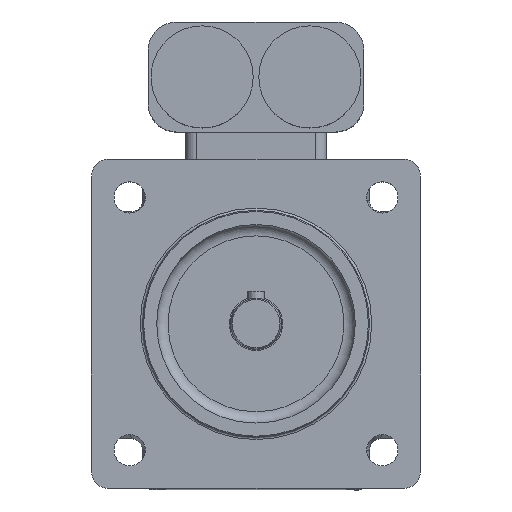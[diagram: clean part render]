
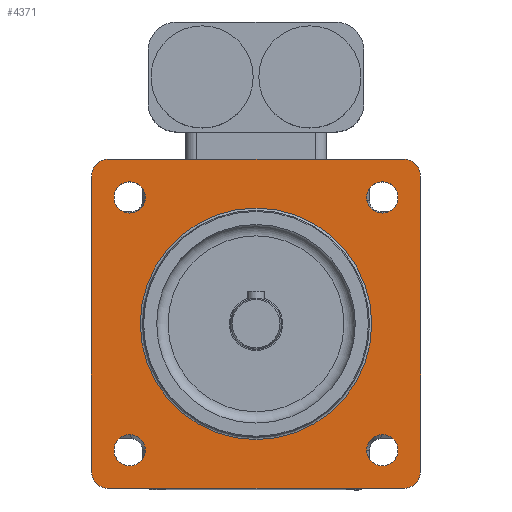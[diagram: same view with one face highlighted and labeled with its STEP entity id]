
A CAD part, top view. The second image highlights one B-rep face of the part: STEP entity #4371.
In plain terms, the highlighted planar face has unit normal (0, 0, 1).
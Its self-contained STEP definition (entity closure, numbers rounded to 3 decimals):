
#4217=CARTESIAN_POINT('',(20.4,0.,0.));
#4218=VERTEX_POINT('',#4217);
#4219=CARTESIAN_POINT('',(0.,0.,0.));
#4220=DIRECTION('',(0.0,0.0,1.0));
#4221=DIRECTION('',(-1.0,0.0,0.0));
#4222=AXIS2_PLACEMENT_3D('',#4219,#4220,#4221);
#4223=CIRCLE('',#4222,20.4);
#4224=EDGE_CURVE('',#4218,#4218,#4223,.T.);
#4249=CARTESIAN_POINT('',(0.,0.,0.));
#4250=DIRECTION('',(0.0,0.0,1.0));
#4251=DIRECTION('',(1.0,0.0,0.0));
#4252=AXIS2_PLACEMENT_3D('',#4249,#4250,#4251);
#4253=PLANE('',#4252);
#4254=CARTESIAN_POINT('',(29.,-26.,0.));
#4255=VERTEX_POINT('',#4254);
#4256=CARTESIAN_POINT('',(26.,-29.,0.));
#4257=VERTEX_POINT('',#4256);
#4258=CARTESIAN_POINT('',(26.,-26.,0.));
#4259=DIRECTION('',(0.,0.,-1.0));
#4260=DIRECTION('',(0.707,-0.707,0.));
#4261=AXIS2_PLACEMENT_3D('',#4258,#4259,#4260);
#4262=CIRCLE('',#4261,3.0);
#4263=EDGE_CURVE('',#4255,#4257,#4262,.T.);
#4264=ORIENTED_EDGE('',*,*,#4263,.F.);
#4265=CARTESIAN_POINT('',(29.,26.,0.));
#4266=VERTEX_POINT('',#4265);
#4267=CARTESIAN_POINT('',(29.,26.,0.));
#4268=DIRECTION('',(0.0,-1.0,0.0));
#4269=VECTOR('',#4268,52.);
#4270=LINE('',#4267,#4269);
#4271=EDGE_CURVE('',#4266,#4255,#4270,.T.);
#4272=ORIENTED_EDGE('',*,*,#4271,.F.);
#4273=CARTESIAN_POINT('',(26.,29.,0.));
#4274=VERTEX_POINT('',#4273);
#4275=CARTESIAN_POINT('',(26.,26.,0.));
#4276=DIRECTION('',(0.,0.,-1.0));
#4277=DIRECTION('',(0.707,0.707,0.));
#4278=AXIS2_PLACEMENT_3D('',#4275,#4276,#4277);
#4279=CIRCLE('',#4278,3.0);
#4280=EDGE_CURVE('',#4274,#4266,#4279,.T.);
#4281=ORIENTED_EDGE('',*,*,#4280,.F.);
#4282=CARTESIAN_POINT('',(-26.,29.,0.));
#4283=VERTEX_POINT('',#4282);
#4284=CARTESIAN_POINT('',(-26.,29.,0.));
#4285=DIRECTION('',(1.0,0.0,0.0));
#4286=VECTOR('',#4285,52.);
#4287=LINE('',#4284,#4286);
#4288=EDGE_CURVE('',#4283,#4274,#4287,.T.);
#4289=ORIENTED_EDGE('',*,*,#4288,.F.);
#4290=CARTESIAN_POINT('',(-29.,26.,0.));
#4291=VERTEX_POINT('',#4290);
#4292=CARTESIAN_POINT('',(-26.,26.,0.));
#4293=DIRECTION('',(0.,0.,-1.0));
#4294=DIRECTION('',(-0.707,0.707,0.));
#4295=AXIS2_PLACEMENT_3D('',#4292,#4293,#4294);
#4296=CIRCLE('',#4295,3.0);
#4297=EDGE_CURVE('',#4291,#4283,#4296,.T.);
#4298=ORIENTED_EDGE('',*,*,#4297,.F.);
#4299=CARTESIAN_POINT('',(-29.,-26.,0.));
#4300=VERTEX_POINT('',#4299);
#4301=CARTESIAN_POINT('',(-29.,-26.,0.));
#4302=DIRECTION('',(0.0,1.0,0.0));
#4303=VECTOR('',#4302,52.);
#4304=LINE('',#4301,#4303);
#4305=EDGE_CURVE('',#4300,#4291,#4304,.T.);
#4306=ORIENTED_EDGE('',*,*,#4305,.F.);
#4307=CARTESIAN_POINT('',(-26.,-29.,0.));
#4308=VERTEX_POINT('',#4307);
#4309=CARTESIAN_POINT('',(-26.,-26.,0.));
#4310=DIRECTION('',(0.,0.,-1.0));
#4311=DIRECTION('',(-0.707,-0.707,0.));
#4312=AXIS2_PLACEMENT_3D('',#4309,#4310,#4311);
#4313=CIRCLE('',#4312,3.0);
#4314=EDGE_CURVE('',#4308,#4300,#4313,.T.);
#4315=ORIENTED_EDGE('',*,*,#4314,.F.);
#4316=CARTESIAN_POINT('',(26.,-29.,0.));
#4317=DIRECTION('',(-1.0,0.0,0.0));
#4318=VECTOR('',#4317,52.);
#4319=LINE('',#4316,#4318);
#4320=EDGE_CURVE('',#4257,#4308,#4319,.T.);
#4321=ORIENTED_EDGE('',*,*,#4320,.F.);
#4322=EDGE_LOOP('',(#4264,#4272,#4281,#4289,#4298,#4306,#4315,#4321));
#4323=FACE_OUTER_BOUND('',#4322,.T.);
#4324=CARTESIAN_POINT('',(-25.024,22.274,0.));
#4325=VERTEX_POINT('',#4324);
#4326=CARTESIAN_POINT('',(-22.274,22.274,0.));
#4327=DIRECTION('',(0.0,0.0,-1.0));
#4328=DIRECTION('',(1.0,0.0,0.0));
#4329=AXIS2_PLACEMENT_3D('',#4326,#4327,#4328);
#4330=CIRCLE('',#4329,2.75);
#4331=EDGE_CURVE('',#4325,#4325,#4330,.T.);
#4332=ORIENTED_EDGE('',*,*,#4331,.T.);
#4333=EDGE_LOOP('',(#4332));
#4334=FACE_BOUND('',#4333,.T.);
#4335=CARTESIAN_POINT('',(19.524,22.274,0.));
#4336=VERTEX_POINT('',#4335);
#4337=CARTESIAN_POINT('',(22.274,22.274,0.));
#4338=DIRECTION('',(0.0,0.0,-1.0));
#4339=DIRECTION('',(1.0,0.0,0.0));
#4340=AXIS2_PLACEMENT_3D('',#4337,#4338,#4339);
#4341=CIRCLE('',#4340,2.75);
#4342=EDGE_CURVE('',#4336,#4336,#4341,.T.);
#4343=ORIENTED_EDGE('',*,*,#4342,.T.);
#4344=EDGE_LOOP('',(#4343));
#4345=FACE_BOUND('',#4344,.T.);
#4346=CARTESIAN_POINT('',(19.524,-22.274,0.));
#4347=VERTEX_POINT('',#4346);
#4348=CARTESIAN_POINT('',(22.274,-22.274,0.));
#4349=DIRECTION('',(0.0,0.0,-1.0));
#4350=DIRECTION('',(1.0,0.0,0.0));
#4351=AXIS2_PLACEMENT_3D('',#4348,#4349,#4350);
#4352=CIRCLE('',#4351,2.75);
#4353=EDGE_CURVE('',#4347,#4347,#4352,.T.);
#4354=ORIENTED_EDGE('',*,*,#4353,.T.);
#4355=EDGE_LOOP('',(#4354));
#4356=FACE_BOUND('',#4355,.T.);
#4357=CARTESIAN_POINT('',(-25.024,-22.274,0.));
#4358=VERTEX_POINT('',#4357);
#4359=CARTESIAN_POINT('',(-22.274,-22.274,0.));
#4360=DIRECTION('',(0.0,0.0,-1.0));
#4361=DIRECTION('',(1.0,0.0,0.0));
#4362=AXIS2_PLACEMENT_3D('',#4359,#4360,#4361);
#4363=CIRCLE('',#4362,2.75);
#4364=EDGE_CURVE('',#4358,#4358,#4363,.T.);
#4365=ORIENTED_EDGE('',*,*,#4364,.T.);
#4366=EDGE_LOOP('',(#4365));
#4367=FACE_BOUND('',#4366,.T.);
#4368=ORIENTED_EDGE('',*,*,#4224,.F.);
#4369=EDGE_LOOP('',(#4368));
#4370=FACE_BOUND('',#4369,.T.);
#4371=ADVANCED_FACE('',(#4323,#4334,#4345,#4356,#4367,#4370),#4253,.T.);
